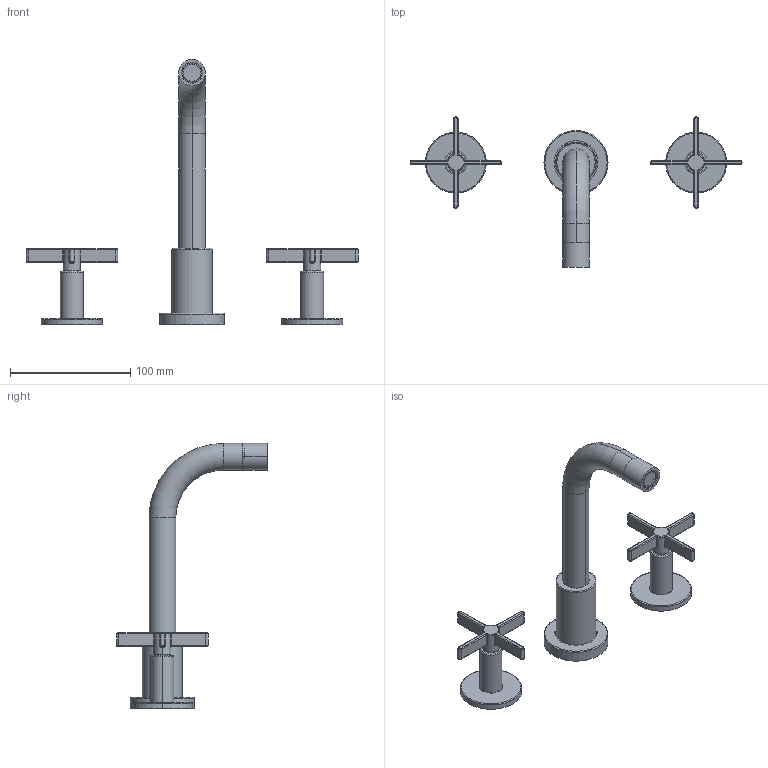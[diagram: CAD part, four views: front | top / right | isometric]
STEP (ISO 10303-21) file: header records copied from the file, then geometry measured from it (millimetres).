
FILE_DESCRIPTION((''),'2;1');
FILE_NAME('3-3331_ASM','2020-09-14T16:07:20',('jinson.thomas'),(''),'CREO PARAMETRIC BY PTC INC, 2018400','CREO PARAMETRIC BY PTC INC, 2018400','');
FILE_SCHEMA(('CONFIG_CONTROL_DESIGN'));
Length unit declared in the file: inch
Products named in the file (16): 13414; 10624; 20-533_ASM; 13538; 20-570_ASM; 10913; 12403; 2-693_ASM; 3-723_ASM; 13532; 20-565_ASM; 13533; 13535; 20-567_ASM; 3-722_ASM; 3-3331_ASM
Assembly tree (16 placements, depth 4):
  3-3331_ASM
    3-723_ASM
      20-533_ASM
        13414
        10624
      20-570_ASM
        13538
      2-693_ASM
        10913
        12403
    3-722_ASM  x2
      20-565_ASM
        13532
      20-567_ASM
        13533
        13535
Bounding box: 276.2 x 125.48 x 220.66 mm (x, y, z)
Volume: 100453.3 mm3; surface area: 81783.6 mm2
Topology: 11 solids, 11 shells, 723 faces, 1786 edges, 1117 vertices
Faces by surface type: cylinder 343, plane 185, bspline 90, torus 64, cone 41
Entity records: 29134 total; most frequent: CARTESIAN_POINT 17816, ORIENTED_EDGE 2356, DIRECTION 2207, EDGE_CURVE 1178, AXIS2_PLACEMENT_3D 881, VERTEX_POINT 739, EDGE_LOOP 533, FACE_OUTER_BOUND 480
